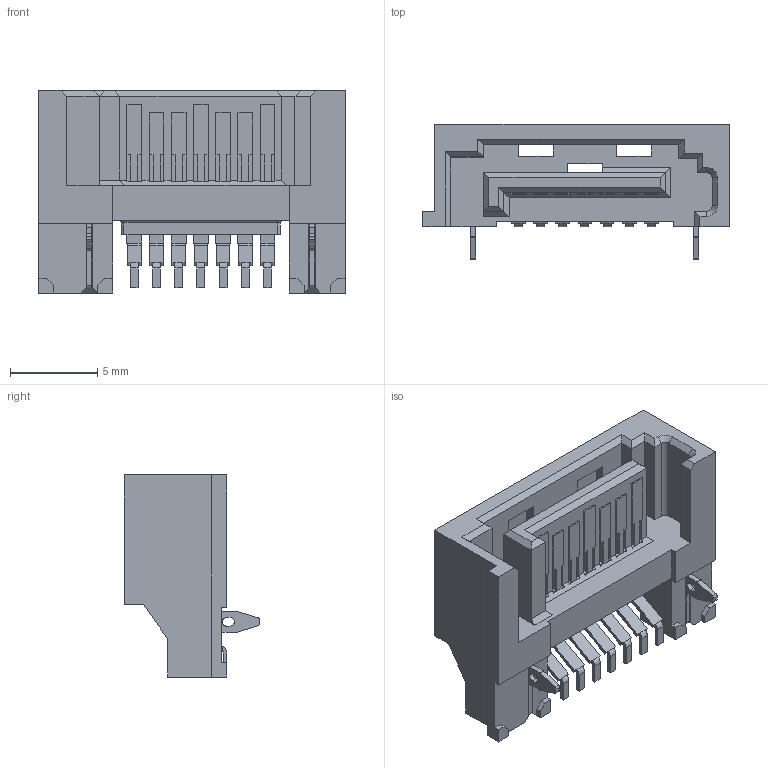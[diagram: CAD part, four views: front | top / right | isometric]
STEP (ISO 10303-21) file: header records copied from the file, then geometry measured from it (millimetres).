
FILE_DESCRIPTION (( 'STEP AP214' ), '1' );
FILE_NAME ('SAT3M2132072TR.STEP', '2022-10-04T00:44:05', ( '' ), ( '' ), 'SwSTEP 2.0', 'SolidWorks 2017', '' );
FILE_SCHEMA (( 'AUTOMOTIVE_DESIGN' ));
Length unit declared in the file: millimetre
Products named in the file (1): SAT3M2132072TR
Bounding box: 17.54 x 7.75 x 11.56 mm (x, y, z)
Volume: 508.8 mm3; surface area: 1206.6 mm2
Topology: 10 solids, 10 shells, 458 faces, 1251 edges, 798 vertices
Faces by surface type: plane 399, cylinder 55, torus 2, cone 2
Entity records: 16244 total; most frequent: CARTESIAN_POINT 2508, ORIENTED_EDGE 2502, DIRECTION 2283, EDGE_CURVE 1251, VECTOR 1137, LINE 1137, VERTEX_POINT 798, AXIS2_PLACEMENT_3D 573
